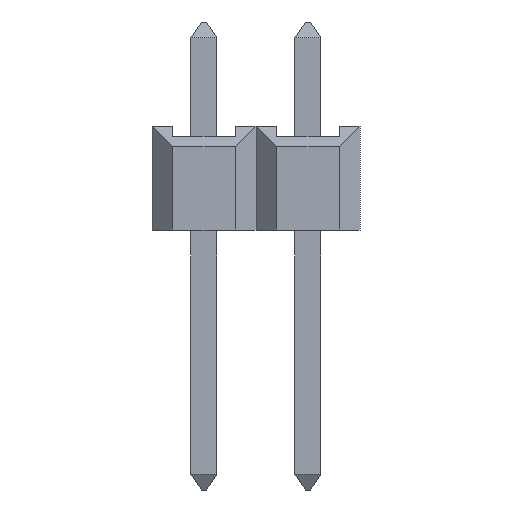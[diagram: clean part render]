
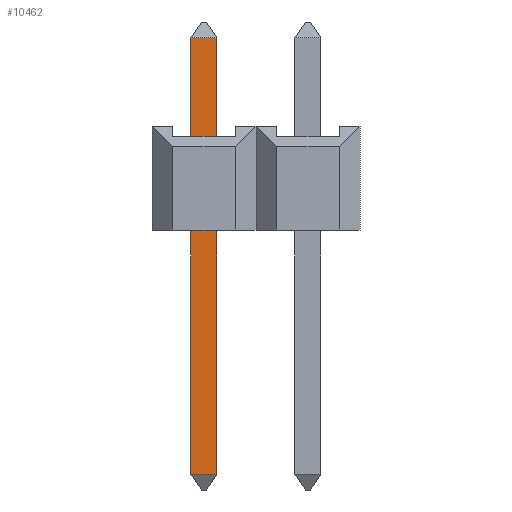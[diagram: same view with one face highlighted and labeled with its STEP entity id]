
A CAD part, front view. The second image highlights one B-rep face of the part: STEP entity #10462.
In plain terms, the highlighted planar face has unit normal (0, -1, 0).
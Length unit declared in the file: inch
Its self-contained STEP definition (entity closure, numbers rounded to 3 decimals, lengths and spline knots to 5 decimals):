
#10462=ADVANCED_FACE('',(#13176),#11822,.T.);
#11822=PLANE('',#33423);
#13176=FACE_OUTER_BOUND('',#14468,.T.);
#14468=EDGE_LOOP('',(#16235,#16236,#16237,#16238));
#16235=ORIENTED_EDGE('',*,*,#24179,.T.);
#16236=ORIENTED_EDGE('',*,*,#24187,.T.);
#16237=ORIENTED_EDGE('',*,*,#24184,.F.);
#16238=ORIENTED_EDGE('',*,*,#24188,.T.);
#22181=VERTEX_POINT('',#40961);
#22182=VERTEX_POINT('',#40963);
#22185=VERTEX_POINT('',#40973);
#22186=VERTEX_POINT('',#40974);
#24179=EDGE_CURVE('',#22182,#22181,#27299,.T.);
#24184=EDGE_CURVE('',#22185,#22186,#27304,.T.);
#24187=EDGE_CURVE('',#22181,#22186,#27307,.T.);
#24188=EDGE_CURVE('',#22185,#22182,#27308,.T.);
#27299=LINE('',#40962,#30419);
#27304=LINE('',#40972,#30424);
#27307=LINE('',#40978,#30427);
#27308=LINE('',#40979,#30428);
#30419=VECTOR('',#35078,1.);
#30424=VECTOR('',#35087,1.);
#30427=VECTOR('',#35092,1.);
#30428=VECTOR('',#35093,1.);
#33423=AXIS2_PLACEMENT_3D('',#40980,#35094,#35095);
#35078=DIRECTION('',(0.,0.,-1.));
#35087=DIRECTION('',(0.,0.,-1.));
#35092=DIRECTION('',(1.,0.,0.));
#35093=DIRECTION('',(-1.,0.,0.));
#35094=DIRECTION('',(0.,-1.,0.));
#35095=DIRECTION('',(0.,0.,1.));
#40961=CARTESIAN_POINT('',(-0.0125,-0.0125,-0.235));
#40962=CARTESIAN_POINT('',(-0.0125,-0.0125,0.2));
#40963=CARTESIAN_POINT('',(-0.0125,-0.0125,0.185));
#40972=CARTESIAN_POINT('',(0.0125,-0.0125,0.2));
#40973=CARTESIAN_POINT('',(0.0125,-0.0125,0.185));
#40974=CARTESIAN_POINT('',(0.0125,-0.0125,-0.235));
#40978=CARTESIAN_POINT('',(0.0125,-0.0125,-0.235));
#40979=CARTESIAN_POINT('',(-0.0125,-0.0125,0.185));
#40980=CARTESIAN_POINT('',(0.0125,-0.0125,0.2));
